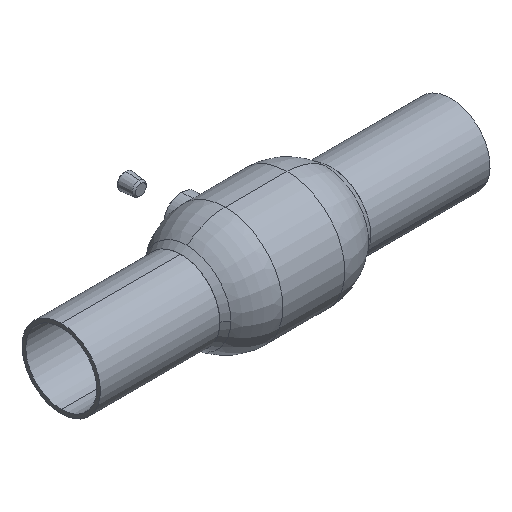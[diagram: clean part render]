
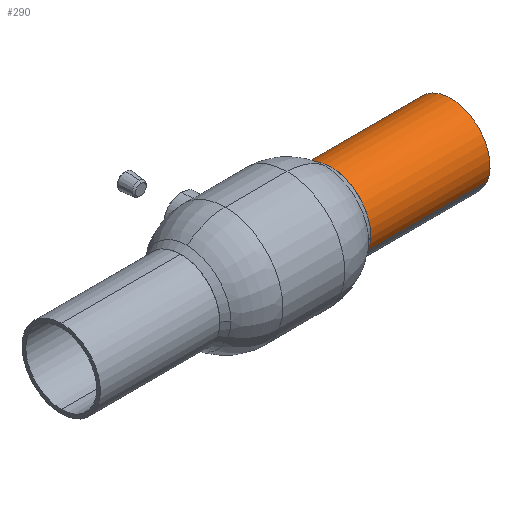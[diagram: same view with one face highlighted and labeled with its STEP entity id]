
A CAD part, isometric view. The second image highlights one B-rep face of the part: STEP entity #290.
In plain terms, the highlighted cylindrical face has radius 30.15 mm (diameter 60.3 mm), a partial arc.
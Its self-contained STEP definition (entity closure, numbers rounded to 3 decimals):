
#290 = ADVANCED_FACE ( 'NONE', ( #2786 ), #2806, .T. ) ;
#292 = EDGE_CURVE ( 'NONE', #383, #382, #2739, .T. ) ;
#353 = EDGE_LOOP ( 'NONE', ( #381, #400, #402, #403 ) ) ;
#362 = VERTEX_POINT ( 'NONE', #3102 ) ;
#377 = EDGE_CURVE ( 'NONE', #362, #475, #3183, .T. ) ;
#381 = ORIENTED_EDGE ( 'NONE', *, *, #292, .F. ) ;
#382 = VERTEX_POINT ( 'NONE', #3179 ) ;
#383 = VERTEX_POINT ( 'NONE', #3100 ) ;
#397 = EDGE_CURVE ( 'NONE', #382, #475, #3570, .T. ) ;
#400 = ORIENTED_EDGE ( 'NONE', *, *, #401, .T. ) ;
#401 = EDGE_CURVE ( 'NONE', #383, #362, #3595, .T. ) ;
#402 = ORIENTED_EDGE ( 'NONE', *, *, #377, .T. ) ;
#403 = ORIENTED_EDGE ( 'NONE', *, *, #397, .F. ) ;
#475 = VERTEX_POINT ( 'NONE', #3698 ) ;
#2736 = DIRECTION ( 'NONE',  ( 1., 0., 0. ) ) ;
#2737 = VECTOR ( 'NONE', #2736, 1000. ) ;
#2738 = CARTESIAN_POINT ( 'NONE',  ( 157.8, 27.865, 11.513 ) ) ;
#2739 = LINE ( 'NONE', #2738, #2737 ) ;
#2740 = DIRECTION ( 'NONE',  ( 0., -0.924, -0.382 ) ) ;
#2741 = DIRECTION ( 'NONE',  ( 1., 0., 0. ) ) ;
#2786 = FACE_OUTER_BOUND ( 'NONE', #353, .T. ) ;
#2804 = CARTESIAN_POINT ( 'NONE',  ( 157.8, 0., 0. ) ) ;
#2805 = AXIS2_PLACEMENT_3D ( 'NONE', #2804, #2741, #2740 ) ;
#2806 = CYLINDRICAL_SURFACE ( 'NONE', #2805, 30.15 ) ;
#3100 = CARTESIAN_POINT ( 'NONE',  ( 57.851, 27.865, 11.513 ) ) ;
#3102 = CARTESIAN_POINT ( 'NONE',  ( 57.851, -27.865, -11.513 ) ) ;
#3179 = CARTESIAN_POINT ( 'NONE',  ( 149.847, 27.865, 11.513 ) ) ;
#3180 = DIRECTION ( 'NONE',  ( 1., 0., 0. ) ) ;
#3181 = VECTOR ( 'NONE', #3180, 1000. ) ;
#3182 = CARTESIAN_POINT ( 'NONE',  ( 157.8, -27.865, -11.513 ) ) ;
#3183 = LINE ( 'NONE', #3182, #3181 ) ;
#3566 = DIRECTION ( 'NONE',  ( 0., -0.924, -0.382 ) ) ;
#3567 = DIRECTION ( 'NONE',  ( 1., 0., 0. ) ) ;
#3568 = CARTESIAN_POINT ( 'NONE',  ( 149.847, 0., 0. ) ) ;
#3569 = AXIS2_PLACEMENT_3D ( 'NONE', #3568, #3567, #3566 ) ;
#3570 = CIRCLE ( 'NONE', #3569, 30.15 ) ;
#3571 = CARTESIAN_POINT ( 'NONE',  ( 57.851, 0., 0. ) ) ;
#3592 = DIRECTION ( 'NONE',  ( 0., -0.924, -0.382 ) ) ;
#3593 = DIRECTION ( 'NONE',  ( 1., 0., 0. ) ) ;
#3594 = AXIS2_PLACEMENT_3D ( 'NONE', #3571, #3593, #3592 ) ;
#3595 = CIRCLE ( 'NONE', #3594, 30.15 ) ;
#3698 = CARTESIAN_POINT ( 'NONE',  ( 149.847, -27.865, -11.513 ) ) ;
